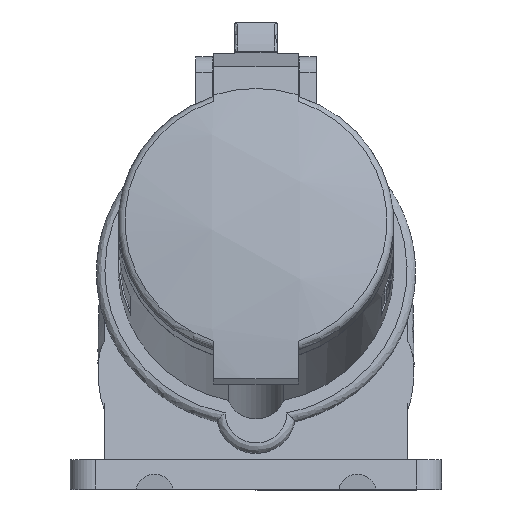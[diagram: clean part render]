
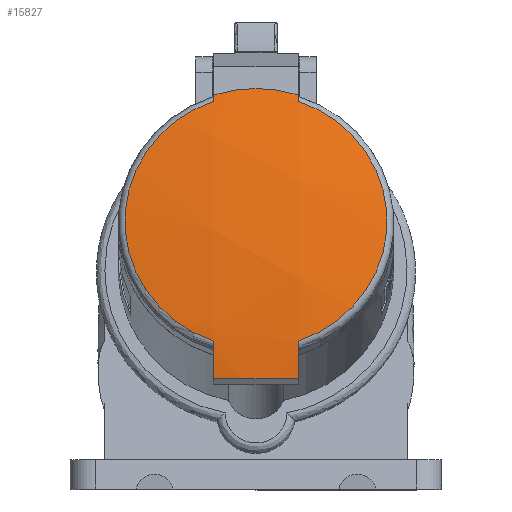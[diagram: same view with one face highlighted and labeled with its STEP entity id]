
A CAD part, top view. The second image highlights one B-rep face of the part: STEP entity #15827.
In plain terms, the highlighted spherical face has radius 150 mm.
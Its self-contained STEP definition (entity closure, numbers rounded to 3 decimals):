
#461 = CARTESIAN_POINT ( 'NONE',  ( 8.749, 45.305, 62.981 ) ) ;
#713 = CARTESIAN_POINT ( 'NONE',  ( -1.251, -22.609, -70.389 ) ) ;
#746 = SPHERICAL_SURFACE ( 'NONE', #23455, 150. ) ;
#1522 = EDGE_CURVE ( 'NONE', #2062, #9348, #19343, .T. ) ;
#1543 = AXIS2_PLACEMENT_3D ( 'NONE', #22041, #11042, #23813 ) ;
#1572 = AXIS2_PLACEMENT_3D ( 'NONE', #16646, #5354, #18485 ) ;
#1578 = CARTESIAN_POINT ( 'NONE',  ( -1.251, -59.459, -60.515 ) ) ;
#2062 = VERTEX_POINT ( 'NONE', #18100 ) ;
#2500 = AXIS2_PLACEMENT_3D ( 'NONE', #15076, #3774, #16899 ) ;
#2742 = EDGE_CURVE ( 'NONE', #16978, #9561, #20994, .T. ) ;
#2922 = CARTESIAN_POINT ( 'NONE',  ( 8.749, -22.609, -70.389 ) ) ;
#3098 = AXIS2_PLACEMENT_3D ( 'NONE', #11179, #23927, #13136 ) ;
#3261 = VERTEX_POINT ( 'NONE', #7052 ) ;
#3319 = EDGE_CURVE ( 'NONE', #9561, #2062, #18227, .T. ) ;
#3489 = DIRECTION ( 'NONE',  ( 1., 0., 0. ) ) ;
#3774 = DIRECTION ( 'NONE',  ( -1., 0., 0. ) ) ;
#4471 = EDGE_LOOP ( 'NONE', ( #11365, #20909, #22297, #20669, #22010, #13254, #11715, #20478 ) ) ;
#4641 = CARTESIAN_POINT ( 'NONE',  ( 8.749, -13.036, 78.971 ) ) ;
#4782 = DIRECTION ( 'NONE',  ( 0., 0.966, -0.259 ) ) ;
#5195 = CIRCLE ( 'NONE', #7694, 31.064 ) ;
#5354 = DIRECTION ( 'NONE',  ( 0., -0.259, -0.966 ) ) ;
#6045 = CARTESIAN_POINT ( 'NONE',  ( -11.251, -13.036, 78.971 ) ) ;
#6316 = AXIS2_PLACEMENT_3D ( 'NONE', #1578, #14809, #3489 ) ;
#6471 = EDGE_CURVE ( 'NONE', #11187, #9348, #9291, .T. ) ;
#6681 = EDGE_CURVE ( 'NONE', #16978, #3261, #5195, .T. ) ;
#6877 = AXIS2_PLACEMENT_3D ( 'NONE', #2922, #16077, #4782 ) ;
#6919 = EDGE_CURVE ( 'NONE', #3261, #11728, #12905, .T. ) ;
#7052 = CARTESIAN_POINT ( 'NONE',  ( 8.749, 43.781, 63.746 ) ) ;
#7339 = EDGE_CURVE ( 'NONE', #14266, #11728, #7501, .T. ) ;
#7371 = EDGE_CURVE ( 'NONE', #14266, #11187, #16936, .T. ) ;
#7501 = CIRCLE ( 'NONE', #1572, 32.65 ) ;
#7661 = AXIS2_PLACEMENT_3D ( 'NONE', #15266, #20913, #15820 ) ;
#7694 = AXIS2_PLACEMENT_3D ( 'NONE', #10009, #22861, #11953 ) ;
#8216 = DIRECTION ( 'NONE',  ( 1., 0., 0. ) ) ;
#9291 = CIRCLE ( 'NONE', #3098, 31.064 ) ;
#9348 = VERTEX_POINT ( 'NONE', #6045 ) ;
#9561 = VERTEX_POINT ( 'NONE', #22116 ) ;
#10009 = CARTESIAN_POINT ( 'NONE',  ( -1.251, 15.372, 71.359 ) ) ;
#10832 = CARTESIAN_POINT ( 'NONE',  ( -11.251, 43.781, 63.746 ) ) ;
#11042 = DIRECTION ( 'NONE',  ( 1., 0., 0. ) ) ;
#11179 = CARTESIAN_POINT ( 'NONE',  ( -1.251, 15.372, 71.359 ) ) ;
#11187 = VERTEX_POINT ( 'NONE', #10832 ) ;
#11365 = ORIENTED_EDGE ( 'NONE', *, *, #6471, .T. ) ;
#11461 = CARTESIAN_POINT ( 'NONE',  ( -11.251, 45.305, 62.981 ) ) ;
#11715 = ORIENTED_EDGE ( 'NONE', *, *, #7339, .F. ) ;
#11728 = VERTEX_POINT ( 'NONE', #461 ) ;
#11953 = DIRECTION ( 'NONE',  ( -1., 0., 0. ) ) ;
#12905 = CIRCLE ( 'NONE', #2500, 149.666 ) ;
#13136 = DIRECTION ( 'NONE',  ( -1., 0., 0. ) ) ;
#13254 = ORIENTED_EDGE ( 'NONE', *, *, #6919, .T. ) ;
#14266 = VERTEX_POINT ( 'NONE', #11461 ) ;
#14809 = DIRECTION ( 'NONE',  ( 0., -0.966, 0.259 ) ) ;
#15076 = CARTESIAN_POINT ( 'NONE',  ( 8.749, -22.609, -70.389 ) ) ;
#15191 = FACE_OUTER_BOUND ( 'NONE', #4471, .T. ) ;
#15266 = CARTESIAN_POINT ( 'NONE',  ( -11.251, -22.609, -70.389 ) ) ;
#15820 = DIRECTION ( 'NONE',  ( 0., 0.259, 0.966 ) ) ;
#15827 = ADVANCED_FACE ( 'NONE', ( #15191 ), #746, .T. ) ;
#16077 = DIRECTION ( 'NONE',  ( 1., 0., 0. ) ) ;
#16646 = CARTESIAN_POINT ( 'NONE',  ( -1.251, 15.283, 71.026 ) ) ;
#16899 = DIRECTION ( 'NONE',  ( 0., -0.259, -0.966 ) ) ;
#16936 = CIRCLE ( 'NONE', #1543, 149.666 ) ;
#16978 = VERTEX_POINT ( 'NONE', #4641 ) ;
#18100 = CARTESIAN_POINT ( 'NONE',  ( -11.251, -22.002, 79.276 ) ) ;
#18227 = CIRCLE ( 'NONE', #6316, 145.067 ) ;
#18485 = DIRECTION ( 'NONE',  ( 1., 0., 0. ) ) ;
#19343 = CIRCLE ( 'NONE', #7661, 149.666 ) ;
#20478 = ORIENTED_EDGE ( 'NONE', *, *, #7371, .T. ) ;
#20669 = ORIENTED_EDGE ( 'NONE', *, *, #2742, .F. ) ;
#20909 = ORIENTED_EDGE ( 'NONE', *, *, #1522, .F. ) ;
#20913 = DIRECTION ( 'NONE',  ( -1., 0., 0. ) ) ;
#20994 = CIRCLE ( 'NONE', #6877, 149.666 ) ;
#21206 = DIRECTION ( 'NONE',  ( 0., -0.966, 0.259 ) ) ;
#22010 = ORIENTED_EDGE ( 'NONE', *, *, #6681, .T. ) ;
#22041 = CARTESIAN_POINT ( 'NONE',  ( -11.251, -22.609, -70.389 ) ) ;
#22116 = CARTESIAN_POINT ( 'NONE',  ( 8.749, -22.002, 79.276 ) ) ;
#22297 = ORIENTED_EDGE ( 'NONE', *, *, #3319, .F. ) ;
#22861 = DIRECTION ( 'NONE',  ( 0., 0.259, 0.966 ) ) ;
#23455 = AXIS2_PLACEMENT_3D ( 'NONE', #713, #8216, #21206 ) ;
#23813 = DIRECTION ( 'NONE',  ( 0., 0.259, 0.966 ) ) ;
#23927 = DIRECTION ( 'NONE',  ( 0., 0.259, 0.966 ) ) ;
